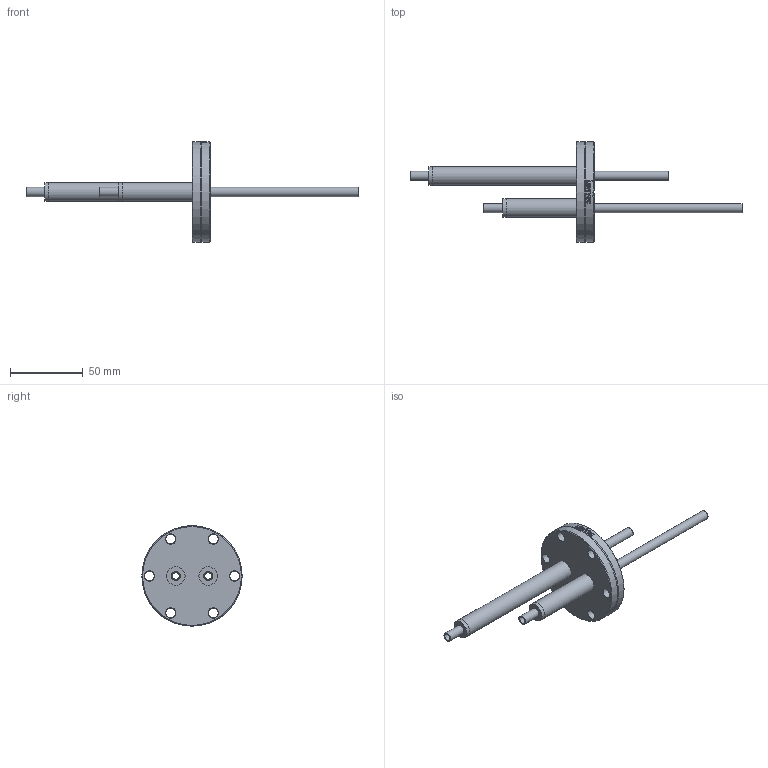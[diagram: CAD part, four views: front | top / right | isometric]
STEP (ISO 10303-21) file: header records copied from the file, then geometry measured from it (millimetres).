
FILE_DESCRIPTION(/* description */ (''),/* implementation_level */ '2;1');
FILE_NAME(/* name */ 'FL-LNF2-40CF.stp',/* time_stamp */ '2019-03-15T11:39:44+00:00',/* author */ ('paul'),/* organization */ (''),/* preprocessor_version */ 'ST-DEVELOPER v17.2',/* originating_system */ 'Autodesk Inventor 2019',/* authorisation */ '');
FILE_SCHEMA (('AUTOMOTIVE_DESIGN { 1 0 10303 214 3 1 1 }'));
Length unit declared in the file: millimetre
Products named in the file (8): FL-LNF2-40CF; FL-40CF; long tube assy for CF; big tube long; short tube assy for CF; washer; big tube short; small tube
Assembly tree (9 placements, depth 3):
  FL-LNF2-40CF
    FL-40CF
    long tube assy for CF
      washer
      big tube long
      small tube
    short tube assy for CF
      washer
      big tube short
      small tube
Bounding box: 228.6 x 69.1 x 69.1 mm (x, y, z)
Volume: 51085.8 mm3; surface area: 38247.3 mm2
Topology: 7 solids, 7 shells, 154 faces, 390 edges, 259 vertices
Faces by surface type: plane 60, bspline 41, cylinder 35, cone 17, torus 1
Full cylindrical faces by diameter (mm): 4.76 x2, 6.35 x4, 6.7 x6, 10.9 x3, 10.922 x1, 12.7 x6, 48.26 x1, 69.1 x2
Entity records: 6225 total; most frequent: CARTESIAN_POINT 2522, ORIENTED_EDGE 750, DIRECTION 659, EDGE_CURVE 375, AXIS2_PLACEMENT_3D 256, VERTEX_POINT 249, EDGE_LOOP 176, LINE 147
